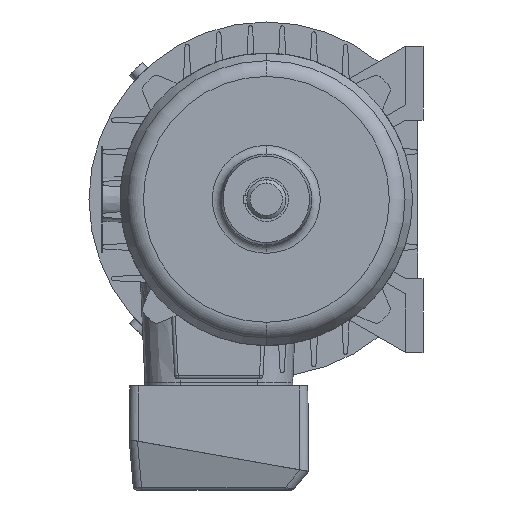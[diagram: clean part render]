
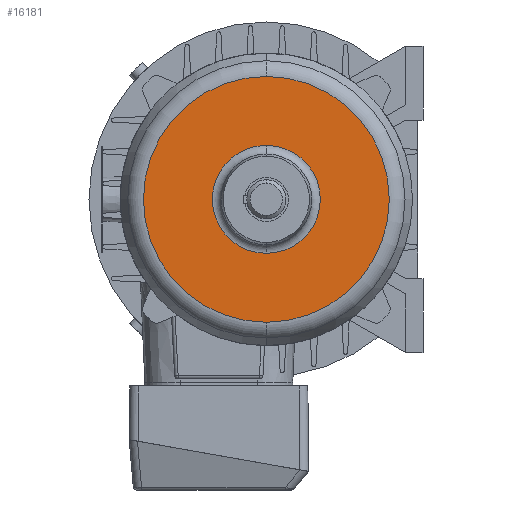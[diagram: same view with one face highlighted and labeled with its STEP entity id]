
A CAD part, left-side view. The second image highlights one B-rep face of the part: STEP entity #16181.
In plain terms, the highlighted planar face has unit normal (-1, 0, 0).
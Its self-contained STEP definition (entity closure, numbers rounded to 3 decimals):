
#4892 = CIRCLE ( 'NONE', #4893, 30.67 ) ;
#4893 = AXIS2_PLACEMENT_3D ( 'NONE', #4894, #4895, #4896 ) ;
#4894 = CARTESIAN_POINT ( 'NONE',  ( -26., 0., 0. ) ) ;
#4895 = DIRECTION ( 'NONE',  ( -1., 0., 0. ) ) ;
#4896 = DIRECTION ( 'NONE',  ( 0., 0., 1. ) ) ;
#6971 = CARTESIAN_POINT ( 'NONE',  ( -26., 0., 69.839 ) ) ;
#7178 = CIRCLE ( 'NONE', #7179, 69.839 ) ;
#7179 = AXIS2_PLACEMENT_3D ( 'NONE', #7188, #7189, #7190 ) ;
#7188 = CARTESIAN_POINT ( 'NONE',  ( -26., 0., 0. ) ) ;
#7189 = DIRECTION ( 'NONE',  ( -1., 0., 0. ) ) ;
#7190 = DIRECTION ( 'NONE',  ( 0., 0., 1. ) ) ;
#8314 = CARTESIAN_POINT ( 'NONE',  ( -26., 0., -69.839 ) ) ;
#9107 = EDGE_CURVE ( 'NONE', #15617, #15960, #4892, .T. ) ;
#10285 = CIRCLE ( 'NONE', #10286, 69.839 ) ;
#10286 = AXIS2_PLACEMENT_3D ( 'NONE', #10287, #10288, #10289 ) ;
#10287 = CARTESIAN_POINT ( 'NONE',  ( -26., 0., 0. ) ) ;
#10288 = DIRECTION ( 'NONE',  ( -1., 0., 0. ) ) ;
#10289 = DIRECTION ( 'NONE',  ( 0., 0., 1. ) ) ;
#11250 = CARTESIAN_POINT ( 'NONE',  ( -26., 0., 30.67 ) ) ;
#11390 = CIRCLE ( 'NONE', #11391, 30.67 ) ;
#11391 = AXIS2_PLACEMENT_3D ( 'NONE', #11392, #11393, #11394 ) ;
#11392 = CARTESIAN_POINT ( 'NONE',  ( -26., 0., 0. ) ) ;
#11393 = DIRECTION ( 'NONE',  ( -1., 0., 0. ) ) ;
#11394 = DIRECTION ( 'NONE',  ( 0., 0., 1. ) ) ;
#12175 = CARTESIAN_POINT ( 'NONE',  ( -26., 0., -30.67 ) ) ;
#12180 = VERTEX_POINT ( 'NONE', #6971 ) ;
#12446 = EDGE_CURVE ( 'NONE', #12180, #13490, #7178, .T. ) ;
#12759 = FACE_BOUND ( 'NONE', #16114, .T. ) ;
#12760 = FACE_OUTER_BOUND ( 'NONE', #15719, .T. ) ;
#12761 = PLANE ( 'NONE',  #12762 ) ;
#12762 = AXIS2_PLACEMENT_3D ( 'NONE', #12763, #12764, #12765 ) ;
#12763 = CARTESIAN_POINT ( 'NONE',  ( -26., 69.839, 0. ) ) ;
#12764 = DIRECTION ( 'NONE',  ( 1., 0., 0. ) ) ;
#12765 = DIRECTION ( 'NONE',  ( 0., 0., -1. ) ) ;
#13490 = VERTEX_POINT ( 'NONE', #8314 ) ;
#15285 = EDGE_CURVE ( 'NONE', #13490, #12180, #10285, .T. ) ;
#15398 = ORIENTED_EDGE ( 'NONE', *, *, #15285, .T. ) ;
#15560 = ORIENTED_EDGE ( 'NONE', *, *, #12446, .T. ) ;
#15617 = VERTEX_POINT ( 'NONE', #11250 ) ;
#15676 = EDGE_CURVE ( 'NONE', #15960, #15617, #11390, .T. ) ;
#15719 = EDGE_LOOP ( 'NONE', ( #15560, #15398 ) ) ;
#15789 = ORIENTED_EDGE ( 'NONE', *, *, #15676, .F. ) ;
#15958 = ORIENTED_EDGE ( 'NONE', *, *, #9107, .F. ) ;
#15960 = VERTEX_POINT ( 'NONE', #12175 ) ;
#16114 = EDGE_LOOP ( 'NONE', ( #15958, #15789 ) ) ;
#16181 = ADVANCED_FACE ( 'NONE', ( #12759, #12760 ), #12761, .F. ) ;
